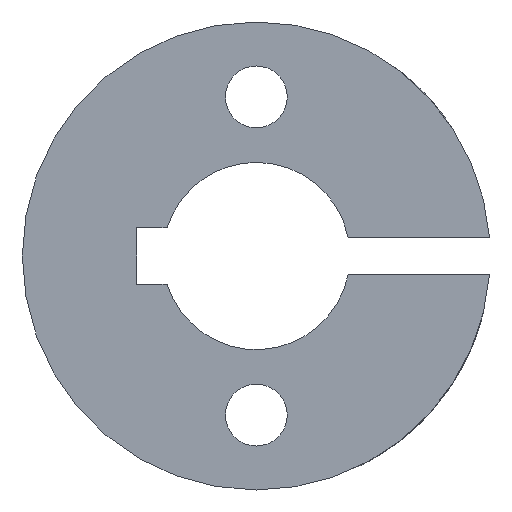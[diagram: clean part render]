
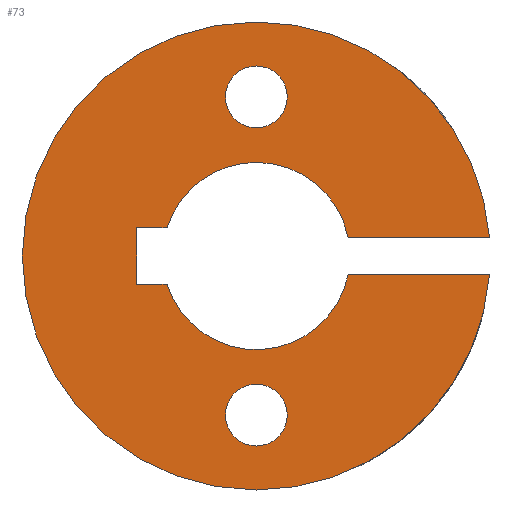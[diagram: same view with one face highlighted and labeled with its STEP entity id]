
A CAD part, left-side view. The second image highlights one B-rep face of the part: STEP entity #73.
In plain terms, the highlighted planar face has unit normal (-1, 0, 0).
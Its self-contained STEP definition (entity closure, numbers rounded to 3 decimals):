
#2 = EDGE_CURVE ( 'NONE', #333, #787, #632, .T. ) ;
#13 = VERTEX_POINT ( 'NONE', #549 ) ;
#33 = CIRCLE ( 'NONE', #60, 1.65 ) ;
#46 = CARTESIAN_POINT ( 'NONE',  ( 0., -12.46, -1. ) ) ;
#51 = CARTESIAN_POINT ( 'NONE',  ( 0., 0., 5. ) ) ;
#54 = CARTESIAN_POINT ( 'NONE',  ( 0., 6.4, 0. ) ) ;
#60 = AXIS2_PLACEMENT_3D ( 'NONE', #126, #331, #474 ) ;
#65 = ORIENTED_EDGE ( 'NONE', *, *, #417, .F. ) ;
#73 = ADVANCED_FACE ( 'NONE', ( #692, #426, #345 ), #902, .F. ) ;
#75 = DIRECTION ( 'NONE',  ( 1., 0., 0. ) ) ;
#76 = ORIENTED_EDGE ( 'NONE', *, *, #650, .F. ) ;
#91 = VECTOR ( 'NONE', #654, 1000. ) ;
#98 = DIRECTION ( 'NONE',  ( 0., 0., -1. ) ) ;
#101 = DIRECTION ( 'NONE',  ( 0., 0., -1. ) ) ;
#111 = CARTESIAN_POINT ( 'NONE',  ( 0., 0., -6.85 ) ) ;
#116 = CIRCLE ( 'NONE', #356, 5. ) ;
#121 = EDGE_LOOP ( 'NONE', ( #337, #290, #856, #76, #65, #250, #899, #530, #182, #320, #499 ) ) ;
#126 = CARTESIAN_POINT ( 'NONE',  ( 0., 0., -8.5 ) ) ;
#128 = CARTESIAN_POINT ( 'NONE',  ( 0., 0., 10.15 ) ) ;
#131 = CIRCLE ( 'NONE', #411, 5. ) ;
#144 = DIRECTION ( 'NONE',  ( 0., 0., -1. ) ) ;
#158 = EDGE_CURVE ( 'NONE', #363, #393, #879, .T. ) ;
#159 = EDGE_LOOP ( 'NONE', ( #504, #776 ) ) ;
#164 = CARTESIAN_POINT ( 'NONE',  ( 0., 0., 0. ) ) ;
#175 = LINE ( 'NONE', #878, #528 ) ;
#177 = VECTOR ( 'NONE', #773, 1000. ) ;
#182 = ORIENTED_EDGE ( 'NONE', *, *, #560, .F. ) ;
#191 = CIRCLE ( 'NONE', #219, 5. ) ;
#195 = VERTEX_POINT ( 'NONE', #700 ) ;
#199 = DIRECTION ( 'NONE',  ( 1., 0., 0. ) ) ;
#201 = LINE ( 'NONE', #54, #372 ) ;
#207 = VERTEX_POINT ( 'NONE', #51 ) ;
#218 = CARTESIAN_POINT ( 'NONE',  ( 0., 0., 0. ) ) ;
#219 = AXIS2_PLACEMENT_3D ( 'NONE', #164, #524, #741 ) ;
#230 = VERTEX_POINT ( 'NONE', #128 ) ;
#233 = AXIS2_PLACEMENT_3D ( 'NONE', #555, #199, #293 ) ;
#234 = VERTEX_POINT ( 'NONE', #420 ) ;
#240 = CARTESIAN_POINT ( 'NONE',  ( 0., 0., -1. ) ) ;
#250 = ORIENTED_EDGE ( 'NONE', *, *, #566, .T. ) ;
#264 = EDGE_CURVE ( 'NONE', #230, #744, #413, .T. ) ;
#276 = CARTESIAN_POINT ( 'NONE',  ( 0., -12.46, 1. ) ) ;
#290 = ORIENTED_EDGE ( 'NONE', *, *, #830, .T. ) ;
#293 = DIRECTION ( 'NONE',  ( 0., 0., -1. ) ) ;
#310 = VECTOR ( 'NONE', #737, 1000. ) ;
#312 = CARTESIAN_POINT ( 'NONE',  ( 0., 4.77, 1.5 ) ) ;
#320 = ORIENTED_EDGE ( 'NONE', *, *, #2, .F. ) ;
#322 = CARTESIAN_POINT ( 'NONE',  ( 0., 0., 8.5 ) ) ;
#331 = DIRECTION ( 'NONE',  ( 1., 0., 0. ) ) ;
#333 = VERTEX_POINT ( 'NONE', #793 ) ;
#337 = ORIENTED_EDGE ( 'NONE', *, *, #818, .F. ) ;
#339 = AXIS2_PLACEMENT_3D ( 'NONE', #701, #75, #357 ) ;
#341 = AXIS2_PLACEMENT_3D ( 'NONE', #322, #458, #98 ) ;
#345 = FACE_OUTER_BOUND ( 'NONE', #121, .T. ) ;
#356 = AXIS2_PLACEMENT_3D ( 'NONE', #218, #502, #564 ) ;
#357 = DIRECTION ( 'NONE',  ( 0., 0., -1. ) ) ;
#361 = EDGE_CURVE ( 'NONE', #207, #234, #116, .T. ) ;
#363 = VERTEX_POINT ( 'NONE', #785 ) ;
#372 = VECTOR ( 'NONE', #768, 1000. ) ;
#386 = VERTEX_POINT ( 'NONE', #882 ) ;
#393 = VERTEX_POINT ( 'NONE', #532 ) ;
#405 = EDGE_CURVE ( 'NONE', #386, #437, #855, .T. ) ;
#411 = AXIS2_PLACEMENT_3D ( 'NONE', #623, #609, #688 ) ;
#413 = CIRCLE ( 'NONE', #471, 1.65 ) ;
#417 = EDGE_CURVE ( 'NONE', #891, #13, #175, .T. ) ;
#418 = EDGE_LOOP ( 'NONE', ( #615, #798 ) ) ;
#420 = CARTESIAN_POINT ( 'NONE',  ( 0., -4.899, 1. ) ) ;
#426 = FACE_BOUND ( 'NONE', #418, .T. ) ;
#428 = LINE ( 'NONE', #563, #177 ) ;
#437 = VERTEX_POINT ( 'NONE', #111 ) ;
#453 = CARTESIAN_POINT ( 'NONE',  ( 0., 0., -1.5 ) ) ;
#457 = LINE ( 'NONE', #240, #91 ) ;
#458 = DIRECTION ( 'NONE',  ( 1., 0., 0. ) ) ;
#460 = EDGE_CURVE ( 'NONE', #744, #230, #488, .T. ) ;
#462 = DIRECTION ( 'NONE',  ( 0., 1., 0. ) ) ;
#470 = DIRECTION ( 'NONE',  ( 1., 0., 0. ) ) ;
#471 = AXIS2_PLACEMENT_3D ( 'NONE', #651, #860, #144 ) ;
#474 = DIRECTION ( 'NONE',  ( 0., 0., -1. ) ) ;
#488 = CIRCLE ( 'NONE', #341, 1.65 ) ;
#499 = ORIENTED_EDGE ( 'NONE', *, *, #754, .F. ) ;
#502 = DIRECTION ( 'NONE',  ( 1., 0., 0. ) ) ;
#504 = ORIENTED_EDGE ( 'NONE', *, *, #405, .T. ) ;
#524 = DIRECTION ( 'NONE',  ( 1., 0., 0. ) ) ;
#526 = EDGE_CURVE ( 'NONE', #437, #386, #33, .T. ) ;
#528 = VECTOR ( 'NONE', #462, 1000. ) ;
#530 = ORIENTED_EDGE ( 'NONE', *, *, #691, .T. ) ;
#532 = CARTESIAN_POINT ( 'NONE',  ( 0., 6.4, -1.5 ) ) ;
#549 = CARTESIAN_POINT ( 'NONE',  ( 0., 6.4, 1.5 ) ) ;
#551 = CARTESIAN_POINT ( 'NONE',  ( 0., 0., 0. ) ) ;
#555 = CARTESIAN_POINT ( 'NONE',  ( 0., 0., 0. ) ) ;
#560 = EDGE_CURVE ( 'NONE', #787, #644, #618, .T. ) ;
#563 = CARTESIAN_POINT ( 'NONE',  ( 0., 0., 1. ) ) ;
#564 = DIRECTION ( 'NONE',  ( 0., 0., -1. ) ) ;
#566 = EDGE_CURVE ( 'NONE', #891, #207, #131, .T. ) ;
#572 = DIRECTION ( 'NONE',  ( 0., 0., -1. ) ) ;
#575 = CIRCLE ( 'NONE', #883, 12.5 ) ;
#579 = VERTEX_POINT ( 'NONE', #46 ) ;
#598 = CARTESIAN_POINT ( 'NONE',  ( 0., 0., 12.5 ) ) ;
#609 = DIRECTION ( 'NONE',  ( 1., 0., 0. ) ) ;
#615 = ORIENTED_EDGE ( 'NONE', *, *, #460, .T. ) ;
#618 = CIRCLE ( 'NONE', #646, 12.5 ) ;
#623 = CARTESIAN_POINT ( 'NONE',  ( 0., 0., 0. ) ) ;
#632 = CIRCLE ( 'NONE', #233, 12.5 ) ;
#642 = DIRECTION ( 'NONE',  ( 1., 0., 0. ) ) ;
#644 = VERTEX_POINT ( 'NONE', #276 ) ;
#646 = AXIS2_PLACEMENT_3D ( 'NONE', #551, #470, #834 ) ;
#650 = EDGE_CURVE ( 'NONE', #13, #393, #201, .T. ) ;
#651 = CARTESIAN_POINT ( 'NONE',  ( 0., 0., 8.5 ) ) ;
#654 = DIRECTION ( 'NONE',  ( 0., -1., 0. ) ) ;
#670 = DIRECTION ( 'NONE',  ( 1., 0., 0. ) ) ;
#688 = DIRECTION ( 'NONE',  ( 0., 0., -1. ) ) ;
#691 = EDGE_CURVE ( 'NONE', #234, #644, #428, .T. ) ;
#692 = FACE_BOUND ( 'NONE', #159, .T. ) ;
#700 = CARTESIAN_POINT ( 'NONE',  ( 0., -4.899, -1. ) ) ;
#701 = CARTESIAN_POINT ( 'NONE',  ( 0., 0., 0. ) ) ;
#715 = CARTESIAN_POINT ( 'NONE',  ( 0., 0., 6.85 ) ) ;
#730 = CARTESIAN_POINT ( 'NONE',  ( 0., 0., -8.5 ) ) ;
#737 = DIRECTION ( 'NONE',  ( 0., 1., 0. ) ) ;
#741 = DIRECTION ( 'NONE',  ( 0., 0., -1. ) ) ;
#744 = VERTEX_POINT ( 'NONE', #715 ) ;
#754 = EDGE_CURVE ( 'NONE', #579, #333, #575, .T. ) ;
#768 = DIRECTION ( 'NONE',  ( 0., 0., -1. ) ) ;
#773 = DIRECTION ( 'NONE',  ( 0., -1., 0. ) ) ;
#776 = ORIENTED_EDGE ( 'NONE', *, *, #526, .T. ) ;
#785 = CARTESIAN_POINT ( 'NONE',  ( 0., 4.77, -1.5 ) ) ;
#787 = VERTEX_POINT ( 'NONE', #598 ) ;
#793 = CARTESIAN_POINT ( 'NONE',  ( 0., 0., -12.5 ) ) ;
#798 = ORIENTED_EDGE ( 'NONE', *, *, #264, .T. ) ;
#810 = AXIS2_PLACEMENT_3D ( 'NONE', #730, #670, #101 ) ;
#818 = EDGE_CURVE ( 'NONE', #195, #579, #457, .T. ) ;
#830 = EDGE_CURVE ( 'NONE', #195, #363, #191, .T. ) ;
#834 = DIRECTION ( 'NONE',  ( 0., 0., -1. ) ) ;
#843 = CARTESIAN_POINT ( 'NONE',  ( 0., 0., 0. ) ) ;
#855 = CIRCLE ( 'NONE', #810, 1.65 ) ;
#856 = ORIENTED_EDGE ( 'NONE', *, *, #158, .T. ) ;
#860 = DIRECTION ( 'NONE',  ( 1., 0., 0. ) ) ;
#878 = CARTESIAN_POINT ( 'NONE',  ( 0., 0., 1.5 ) ) ;
#879 = LINE ( 'NONE', #453, #310 ) ;
#882 = CARTESIAN_POINT ( 'NONE',  ( 0., 0., -10.15 ) ) ;
#883 = AXIS2_PLACEMENT_3D ( 'NONE', #843, #642, #572 ) ;
#891 = VERTEX_POINT ( 'NONE', #312 ) ;
#899 = ORIENTED_EDGE ( 'NONE', *, *, #361, .T. ) ;
#902 = PLANE ( 'NONE',  #339 ) ;
